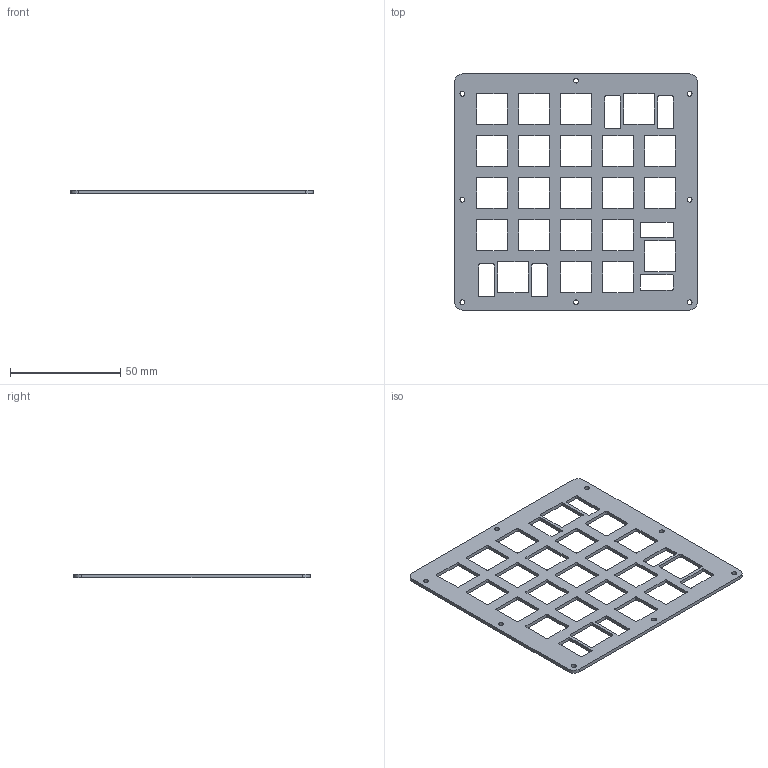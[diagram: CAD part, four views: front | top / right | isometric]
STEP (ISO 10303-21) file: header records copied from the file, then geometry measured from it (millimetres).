
FILE_DESCRIPTION(('KiCad electronic assembly'),'2;1');
FILE_NAME('Keypad_Top_REV_1_0.step','2024-11-03T16:00:32',('Pcbnew'),( 'Kicad'),'Open CASCADE STEP processor 7.8','KiCad to STEP converter' ,'Unknown');
FILE_SCHEMA(('AUTOMOTIVE_DESIGN { 1 0 10303 214 1 1 1 1 }'));
Length unit declared in the file: millimetre
Products named in the file (2): Keypad_Top_REV_1_0 1; Keypad_Top_REV_1_0_PCB
Assembly tree (1 placements, depth 2):
  Keypad_Top_REV_1_0 1
    Keypad_Top_REV_1_0_PCB
Bounding box: 110 x 107 x 1.6 mm (x, y, z)
Volume: 10868.9 mm3; surface area: 16714.6 mm2
Topology: 1 solids, 1 shells, 242 faces, 720 edges, 480 vertices
Faces by surface type: cylinder 124, plane 118
Full cylindrical faces by diameter (mm): 2.2 x8
Entity records: 8373 total; most frequent: DIRECTION 1456, CARTESIAN_POINT 1444, ORIENTED_EDGE 1440, EDGE_CURVE 720, AXIS2_PLACEMENT_3D 492, VERTEX_POINT 480, LINE 472, VECTOR 472
